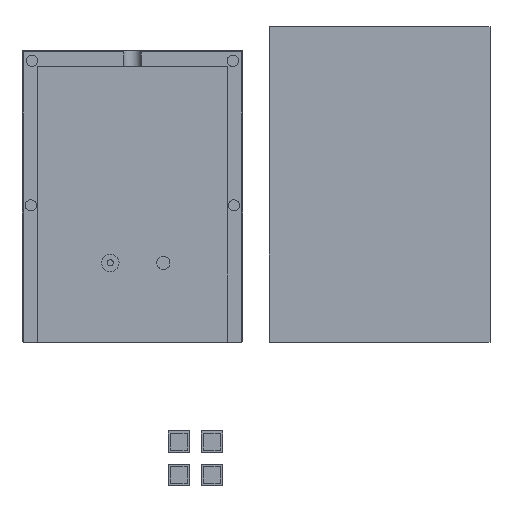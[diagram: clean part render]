
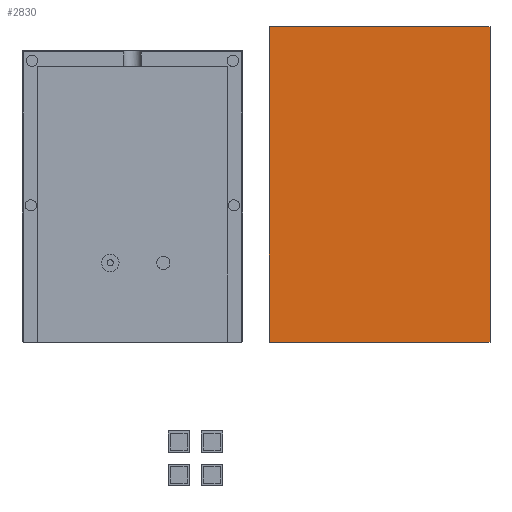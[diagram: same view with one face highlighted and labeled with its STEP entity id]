
A CAD part, top view. The second image highlights one B-rep face of the part: STEP entity #2830.
In plain terms, the highlighted planar face has unit normal (0, 0, 1).
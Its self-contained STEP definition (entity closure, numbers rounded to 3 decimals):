
#579=CARTESIAN_POINT('',(100.,143.,37.));
#580=VERTEX_POINT('',#579);
#587=CARTESIAN_POINT('',(200.,143.,37.));
#588=VERTEX_POINT('',#587);
#589=CARTESIAN_POINT('',(100.,143.,37.));
#590=DIRECTION('',(1.,0.,-0.));
#591=VECTOR('',#590,100.);
#592=LINE('',#589,#591);
#593=EDGE_CURVE('',#580,#588,#592,.T.);
#2047=CARTESIAN_POINT('',(100.,0.,37.));
#2048=VERTEX_POINT('',#2047);
#2055=CARTESIAN_POINT('',(100.,0.,37.));
#2056=DIRECTION('',(0.,1.,0.));
#2057=VECTOR('',#2056,143.);
#2058=LINE('',#2055,#2057);
#2059=EDGE_CURVE('',#2048,#580,#2058,.T.);
#2173=CARTESIAN_POINT('',(200.,0.,37.));
#2174=VERTEX_POINT('',#2173);
#2175=CARTESIAN_POINT('',(200.,143.,37.));
#2176=DIRECTION('',(0.,-1.,0.));
#2177=VECTOR('',#2176,143.);
#2178=LINE('',#2175,#2177);
#2179=EDGE_CURVE('',#588,#2174,#2178,.T.);
#2274=CARTESIAN_POINT('',(200.,0.,37.));
#2275=DIRECTION('',(-1.,0.,0.));
#2276=VECTOR('',#2275,100.);
#2277=LINE('',#2274,#2276);
#2278=EDGE_CURVE('',#2174,#2048,#2277,.T.);
#2819=CARTESIAN_POINT('',(300.,0.,37.));
#2820=DIRECTION('',(-0.,0.,-1.));
#2821=DIRECTION('',(-1.,0.,0.));
#2822=AXIS2_PLACEMENT_3D('',#2819,#2820,#2821);
#2823=PLANE('',#2822);
#2824=ORIENTED_EDGE('',*,*,#2278,.F.);
#2825=ORIENTED_EDGE('',*,*,#2179,.F.);
#2826=ORIENTED_EDGE('',*,*,#593,.F.);
#2827=ORIENTED_EDGE('',*,*,#2059,.F.);
#2828=EDGE_LOOP('',(#2824,#2825,#2826,#2827));
#2829=FACE_BOUND('',#2828,.T.);
#2830=ADVANCED_FACE('',(#2829),#2823,.F.);
